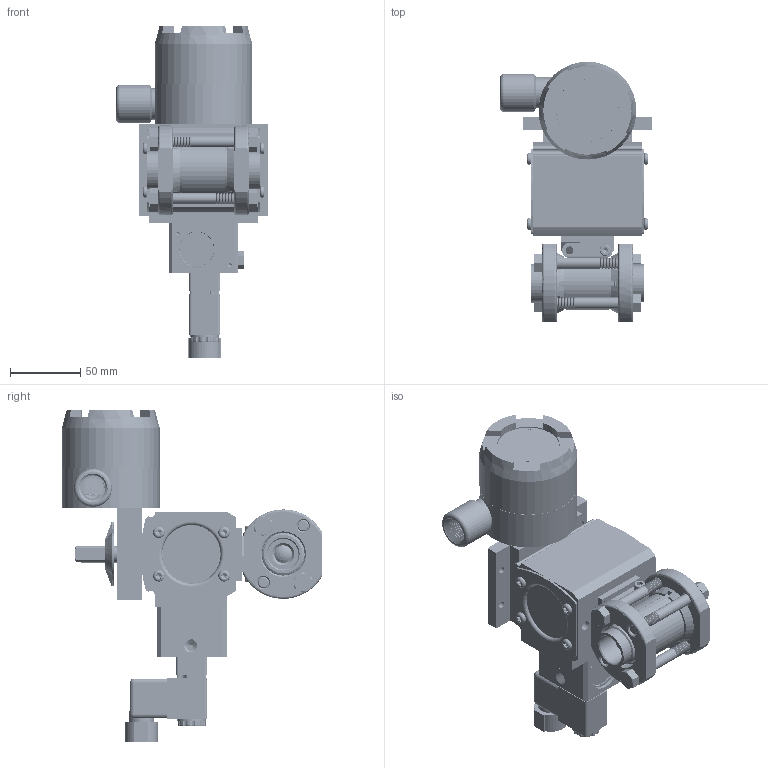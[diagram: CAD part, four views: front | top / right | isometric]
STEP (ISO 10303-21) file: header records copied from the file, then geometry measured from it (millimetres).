
FILE_DESCRIPTION (( 'STEP AP203' ), '1' );
FILE_NAME ('25XXSWSA512D4GPDCLS.step', '2018-09-04T19:34:52', ( '' ), ( '' ), 'SwSTEP 2.0', 'SolidWorks 2018', '' );
FILE_SCHEMA (( 'CONFIG_CONTROL_DESIGN' ));
Products named in the file (1): 25XXSWSA512D4GPDCLS
Bounding box: 107.71 x 184.85 x 235.76 mm (x, y, z)
Volume: 661989.3 mm3; surface area: 252092.9 mm2
Topology: 53 solids, 53 shells, 4666 faces, 12478 edges, 7935 vertices
Faces by surface type: cylinder 2075, cone 1441, plane 763, bspline 197, torus 184, sphere 6
Entity records: 227724 total; most frequent: CARTESIAN_POINT 115331, ORIENTED_EDGE 24592, DIRECTION 23278, EDGE_CURVE 12296, AXIS2_PLACEMENT_3D 9369, VERTEX_POINT 7931, EDGE_LOOP 5037, CIRCLE 4899
